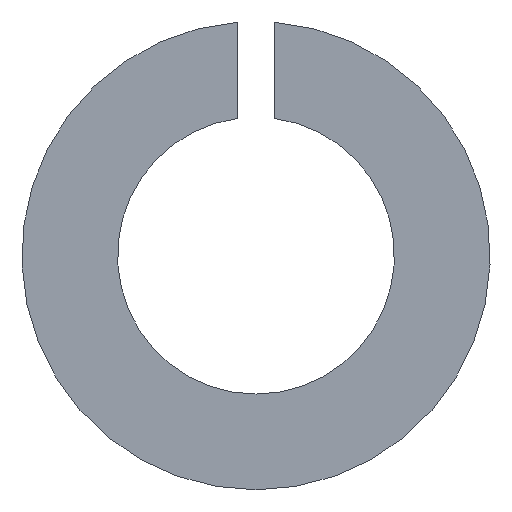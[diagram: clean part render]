
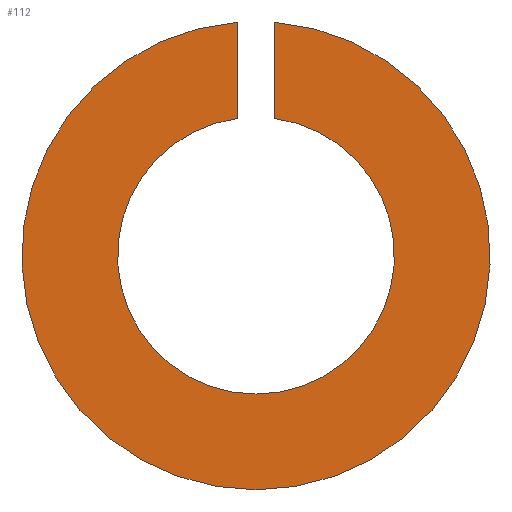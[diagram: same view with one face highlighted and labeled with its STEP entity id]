
A CAD part, front view. The second image highlights one B-rep face of the part: STEP entity #112.
In plain terms, the highlighted planar face has unit normal (0, -1, 0).
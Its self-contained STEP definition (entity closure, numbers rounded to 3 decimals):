
#19 = DIRECTION ( 'NONE',  ( 0., 0., 1. ) ) ;
#27 = VERTEX_POINT ( 'NONE', #49 ) ;
#28 = VERTEX_POINT ( 'NONE', #223 ) ;
#35 = LINE ( 'NONE', #189, #256 ) ;
#41 = CARTESIAN_POINT ( 'NONE',  ( 0.72, 0., 5.301 ) ) ;
#42 = CIRCLE ( 'NONE', #82, 9.05 ) ;
#49 = CARTESIAN_POINT ( 'NONE',  ( 0.72, 0., 9.021 ) ) ;
#55 = DIRECTION ( 'NONE',  ( 0., 1., 0. ) ) ;
#56 = EDGE_CURVE ( 'NONE', #241, #220, #98, .T. ) ;
#59 = PLANE ( 'NONE',  #157 ) ;
#63 = CIRCLE ( 'NONE', #86, 5.35 ) ;
#73 = EDGE_CURVE ( 'NONE', #121, #160, #206, .T. ) ;
#75 = ORIENTED_EDGE ( 'NONE', *, *, #73, .F. ) ;
#80 = DIRECTION ( 'NONE',  ( 0., 0., 1. ) ) ;
#81 = CARTESIAN_POINT ( 'NONE',  ( -0.72, 0., 9.021 ) ) ;
#82 = AXIS2_PLACEMENT_3D ( 'NONE', #88, #151, #150 ) ;
#84 = CARTESIAN_POINT ( 'NONE',  ( 0., 0., -5.35 ) ) ;
#86 = AXIS2_PLACEMENT_3D ( 'NONE', #202, #268, #139 ) ;
#88 = CARTESIAN_POINT ( 'NONE',  ( 0., 0., 0. ) ) ;
#94 = ORIENTED_EDGE ( 'NONE', *, *, #217, .F. ) ;
#95 = EDGE_LOOP ( 'NONE', ( #258, #94, #123, #176, #75, #178 ) ) ;
#98 = CIRCLE ( 'NONE', #143, 5.35 ) ;
#99 = DIRECTION ( 'NONE',  ( 0., 0., -1. ) ) ;
#103 = AXIS2_PLACEMENT_3D ( 'NONE', #234, #214, #129 ) ;
#112 = ADVANCED_FACE ( 'NONE', ( #246 ), #59, .F. ) ;
#121 = VERTEX_POINT ( 'NONE', #249 ) ;
#123 = ORIENTED_EDGE ( 'NONE', *, *, #56, .F. ) ;
#129 = DIRECTION ( 'NONE',  ( 0., 0., 1. ) ) ;
#139 = DIRECTION ( 'NONE',  ( 0., 0., 1. ) ) ;
#143 = AXIS2_PLACEMENT_3D ( 'NONE', #267, #145, #80 ) ;
#145 = DIRECTION ( 'NONE',  ( 0., -1., 0. ) ) ;
#146 = CARTESIAN_POINT ( 'NONE',  ( -0.72, 0., 5.301 ) ) ;
#150 = DIRECTION ( 'NONE',  ( 0., 0., 1. ) ) ;
#151 = DIRECTION ( 'NONE',  ( 0., 1., 0. ) ) ;
#157 = AXIS2_PLACEMENT_3D ( 'NONE', #187, #55, #273 ) ;
#160 = VERTEX_POINT ( 'NONE', #146 ) ;
#176 = ORIENTED_EDGE ( 'NONE', *, *, #265, .F. ) ;
#178 = ORIENTED_EDGE ( 'NONE', *, *, #192, .F. ) ;
#187 = CARTESIAN_POINT ( 'NONE',  ( 0., 0., 0. ) ) ;
#189 = CARTESIAN_POINT ( 'NONE',  ( 0.72, 0., 9.021 ) ) ;
#192 = EDGE_CURVE ( 'NONE', #28, #121, #42, .T. ) ;
#195 = VECTOR ( 'NONE', #99, 1000. ) ;
#202 = CARTESIAN_POINT ( 'NONE',  ( 0., 0., 0. ) ) ;
#206 = LINE ( 'NONE', #81, #195 ) ;
#208 = EDGE_CURVE ( 'NONE', #27, #28, #221, .T. ) ;
#214 = DIRECTION ( 'NONE',  ( 0., 1., 0. ) ) ;
#217 = EDGE_CURVE ( 'NONE', #220, #27, #35, .T. ) ;
#220 = VERTEX_POINT ( 'NONE', #41 ) ;
#221 = CIRCLE ( 'NONE', #103, 9.05 ) ;
#223 = CARTESIAN_POINT ( 'NONE',  ( 0., 0., -9.05 ) ) ;
#234 = CARTESIAN_POINT ( 'NONE',  ( 0., 0., 0. ) ) ;
#241 = VERTEX_POINT ( 'NONE', #84 ) ;
#246 = FACE_OUTER_BOUND ( 'NONE', #95, .T. ) ;
#249 = CARTESIAN_POINT ( 'NONE',  ( -0.72, 0., 9.021 ) ) ;
#256 = VECTOR ( 'NONE', #19, 1000. ) ;
#258 = ORIENTED_EDGE ( 'NONE', *, *, #208, .F. ) ;
#265 = EDGE_CURVE ( 'NONE', #160, #241, #63, .T. ) ;
#267 = CARTESIAN_POINT ( 'NONE',  ( 0., 0., 0. ) ) ;
#268 = DIRECTION ( 'NONE',  ( 0., -1., 0. ) ) ;
#273 = DIRECTION ( 'NONE',  ( 0., 0., 1. ) ) ;
